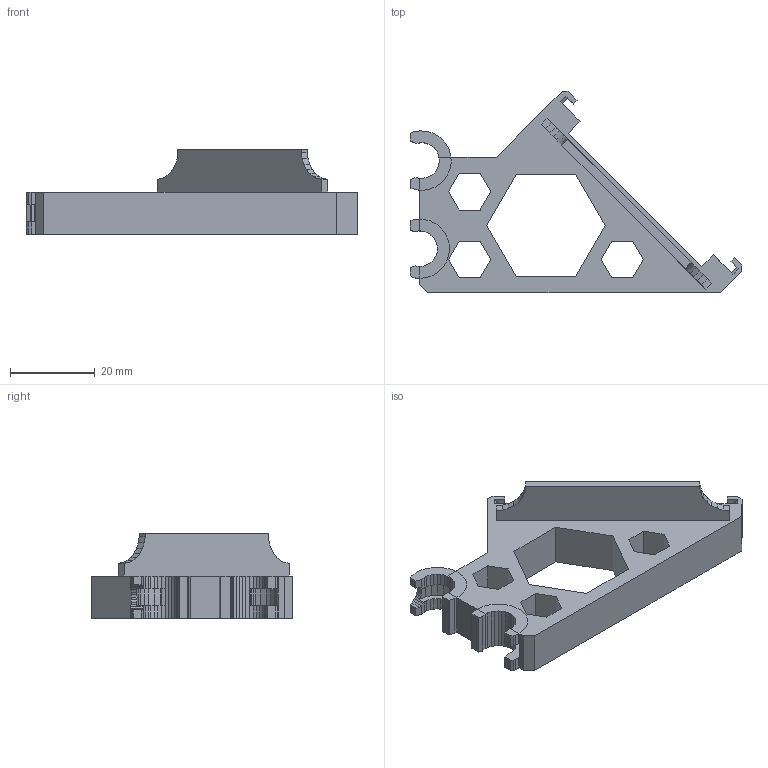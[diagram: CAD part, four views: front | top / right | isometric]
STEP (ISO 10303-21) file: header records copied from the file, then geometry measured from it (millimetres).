
FILE_DESCRIPTION(('FreeCAD Model'),'2;1');
FILE_NAME('lcd-support-B.step','2016-12-31T13:05:19',( 'Author'),(''),'Open CASCADE STEP processor 6.8','FreeCAD','Unknown' );
FILE_SCHEMA(('AUTOMOTIVE_DESIGN_CC2 { 1 2 10303 214 -1 1 5 4 }'));
Length unit declared in the file: millimetre
Products named in the file (2): ASSEMBLY; Group002
Assembly tree (1 placements, depth 2):
  ASSEMBLY
    Group002
Bounding box: 78.19 x 47.48 x 20 mm (x, y, z)
Volume: 13644.5 mm3; surface area: 8315 mm2
Topology: 1 solids, 1 shells, 255 faces, 763 edges, 508 vertices
Faces by surface type: plane 255
Entity records: 17657 total; most frequent: CARTESIAN_POINT 3780, DIRECTION 2077, LINE 1563, VECTOR 1563, ORIENTED_EDGE 1528, PCURVE 1526, DEFINITIONAL_REPRESENTATION 1526, EDGE_CURVE 763
